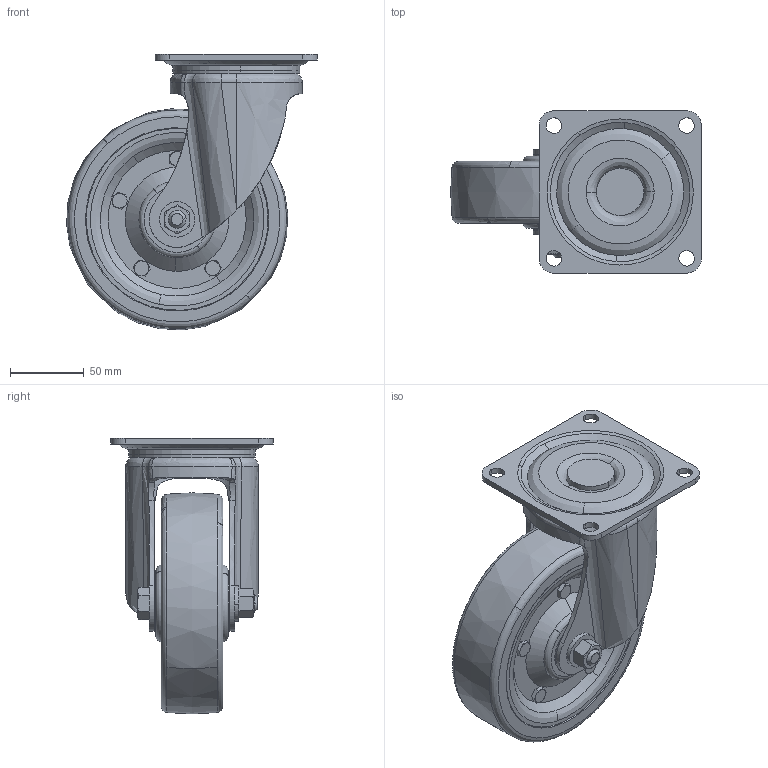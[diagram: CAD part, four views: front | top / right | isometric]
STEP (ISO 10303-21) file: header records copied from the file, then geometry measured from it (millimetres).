
FILE_DESCRIPTION((''),'2;1');
FILE_NAME('','2009-03-19T14:36:41',(''),(''),'','CADfix','');
FILE_SCHEMA(('AUTOMOTIVE_DESIGN { 1 0 10303 214 1 1 1 1 }'));
Length unit declared in the file: millimetre
Bounding box: 169.91 x 110 x 186.91 mm (x, y, z)
Volume: 863696.4 mm3; surface area: 146278.6 mm2
Topology: 5 solids, 5 shells, 381 faces, 1037 edges, 683 vertices
Faces by surface type: bspline 381
Entity records: 16179 total; most frequent: CARTESIAN_POINT 10408, ORIENTED_EDGE 2070, EDGE_CURVE 1035, VERTEX_POINT 683, EDGE_LOOP 418, FACE_OUTER_BOUND 381, ADVANCED_FACE 381, QUASI_UNIFORM_CURVE 305
